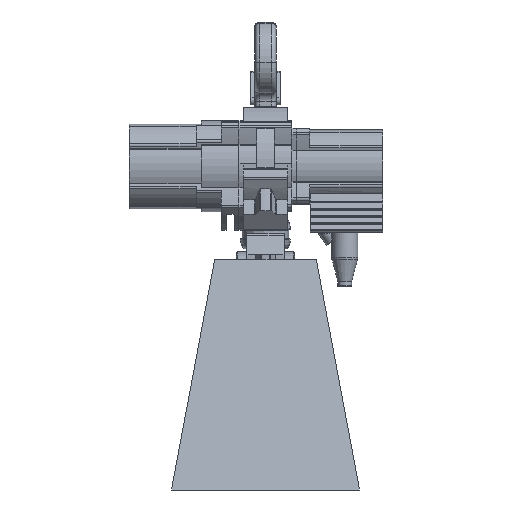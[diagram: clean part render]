
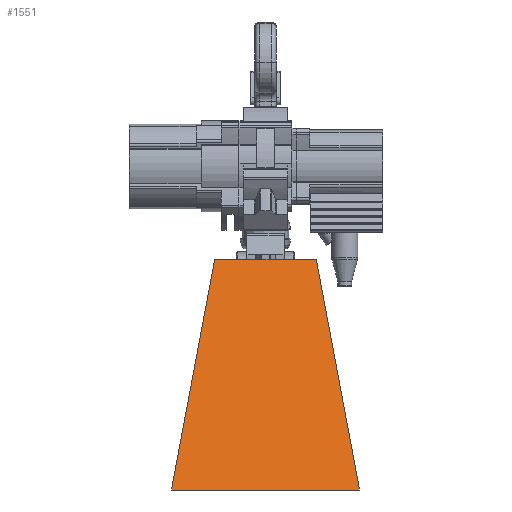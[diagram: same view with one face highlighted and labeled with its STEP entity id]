
A CAD part, left-side view. The second image highlights one B-rep face of the part: STEP entity #1551.
In plain terms, the highlighted planar face has unit normal (-0.959, 0, 0.284).
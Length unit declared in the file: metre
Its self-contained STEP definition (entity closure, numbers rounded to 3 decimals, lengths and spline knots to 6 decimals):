
#1551=ADVANCED_FACE('',(#3189),#3190,.F.);
#3189=FACE_OUTER_BOUND('',#8085,.T.);
#3190=PLANE('',#8086);
#8085=EDGE_LOOP('',(#13191,#13192,#13193,#13194));
#8086=AXIS2_PLACEMENT_3D('',#13195,#13196,#13197);
#13191=ORIENTED_EDGE('',*,*,#16248,.F.);
#13192=ORIENTED_EDGE('',*,*,#16850,.F.);
#13193=ORIENTED_EDGE('',*,*,#16690,.T.);
#13194=ORIENTED_EDGE('',*,*,#16686,.T.);
#13195=CARTESIAN_POINT('',(-0.23,-0.115,0.));
#13196=DIRECTION('',(0.959,0.,-0.284));
#13197=DIRECTION('',(-0.284,0.,-0.959));
#16248=EDGE_CURVE('',#19019,#19021,#19022,.T.);
#16686=EDGE_CURVE('',#19657,#19021,#19658,.F.);
#16690=EDGE_CURVE('',#19662,#19657,#19663,.T.);
#16850=EDGE_CURVE('',#19662,#19019,#19866,.T.);
#19019=VERTEX_POINT('',#23624);
#19021=VERTEX_POINT('',#23627);
#19022=LINE('',#23628,#23629);
#19657=VERTEX_POINT('',#24757);
#19658=LINE('',#24758,#24759);
#19662=VERTEX_POINT('',#24765);
#19663=LINE('',#24766,#24767);
#19866=LINE('',#25097,#25098);
#23624=CARTESIAN_POINT('',(-0.385,-0.212971,-0.523));
#23627=CARTESIAN_POINT('',(-0.385,0.212971,-0.523));
#23628=CARTESIAN_POINT('',(-0.385,-0.115,-0.523));
#23629=VECTOR('',#28326,1.);
#24757=CARTESIAN_POINT('',(-0.23,0.115,0.));
#24758=CARTESIAN_POINT('',(-0.218629,0.107813,0.038368));
#24759=VECTOR('',#28958,1.);
#24765=CARTESIAN_POINT('',(-0.23,-0.115,0.));
#24766=CARTESIAN_POINT('',(-0.23,-0.115,0.));
#24767=VECTOR('',#28961,1.);
#25097=CARTESIAN_POINT('',(-0.23,-0.115,0.));
#25098=VECTOR('',#29123,1.);
#28326=DIRECTION('',(0.,1.,0.));
#28958=DIRECTION('',(0.28,-0.177,0.944));
#28961=DIRECTION('',(0.,1.,0.));
#29123=DIRECTION('',(-0.28,-0.177,-0.944));
